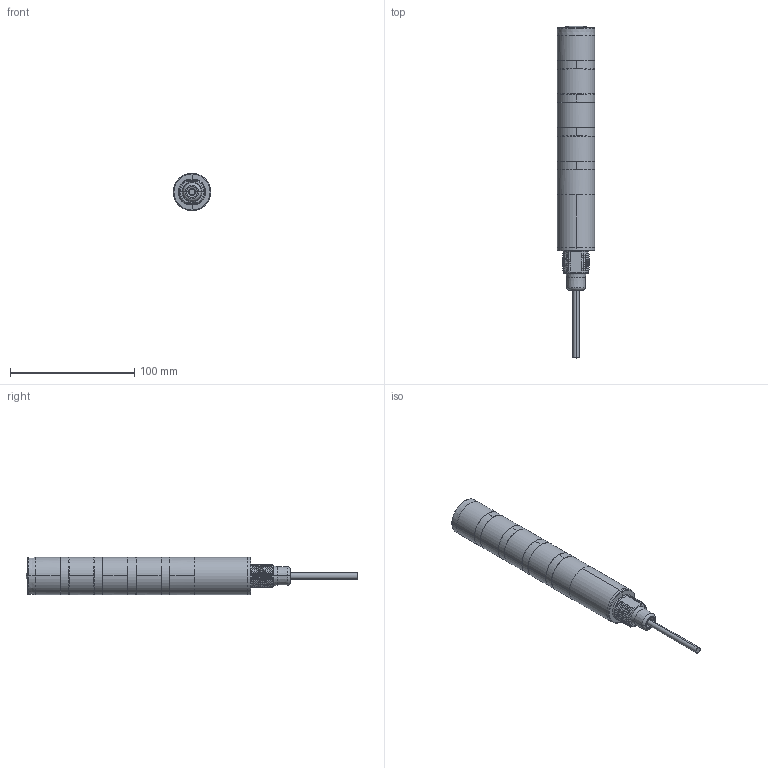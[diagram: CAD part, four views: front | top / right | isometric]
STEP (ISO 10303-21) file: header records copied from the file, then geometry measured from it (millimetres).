
FILE_DESCRIPTION((''),'2;1');
FILE_NAME('204604_ASM','2018-05-09T',('pdmadmin'),('BANNER ENGINEERING'),'CREO PARAMETRIC BY PTC INC, 2016260','CREO PARAMETRIC BY PTC INC, 2016260','');
FILE_SCHEMA(('CONFIG_CONTROL_DESIGN'));
Length unit declared in the file: millimetre
Products named in the file (9): 201226; 201225; 202000; 203806; CABLE_190; SOMMS_TL30_BASE_CABLE_ASM; 201227; 202221; 204604_ASM
Assembly tree (15 placements, depth 3):
  204604_ASM
    201226
    201225
    SOMMS_TL30_BASE_CABLE_ASM
      202000
      203806
      CABLE_190
    201227
    202221  x8
Bounding box: 30 x 266.9 x 30 mm (x, y, z)
Volume: 57118.8 mm3; surface area: 49986.8 mm2
Topology: 14 solids, 14 shells, 1649 faces, 4095 edges, 2475 vertices
Faces by surface type: bspline 698, plane 395, cone 225, cylinder 176, torus 105, sphere 50
Entity records: 77868 total; most frequent: CARTESIAN_POINT 55070, ORIENTED_EDGE 5550, DIRECTION 3581, EDGE_CURVE 2775, VERTEX_POINT 1656, AXIS2_PLACEMENT_3D 1521, B_SPLINE_CURVE_WITH_KNOTS 1336, EDGE_LOOP 1169
